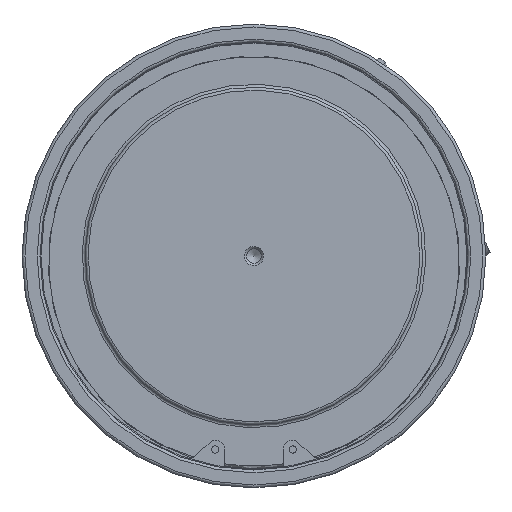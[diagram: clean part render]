
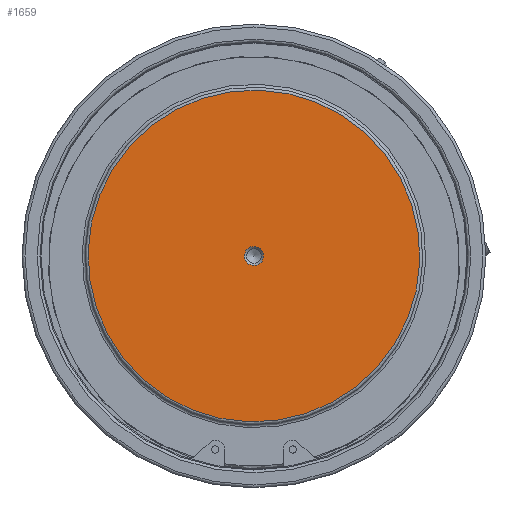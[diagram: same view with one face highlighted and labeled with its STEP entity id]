
A CAD part, front view. The second image highlights one B-rep face of the part: STEP entity #1659.
In plain terms, the highlighted planar face has unit normal (0, -1, 0).
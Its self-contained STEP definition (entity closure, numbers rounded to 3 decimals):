
#1659 = ADVANCED_FACE ( 'NONE', ( #1875, #14522 ), #5392, .F. ) ;
#1875 = FACE_OUTER_BOUND ( 'NONE', #8128, .T. ) ;
#2535 = CARTESIAN_POINT ( 'NONE',  ( 3.088, -110.88, 1.013 ) ) ;
#3461 = CIRCLE ( 'NONE', #11781, 56.5 ) ;
#3642 = VERTEX_POINT ( 'NONE', #2535 ) ;
#4795 = DIRECTION ( 'NONE',  ( 0., -1., 0. ) ) ;
#5125 = DIRECTION ( 'NONE',  ( 0., -1., 0. ) ) ;
#5392 = PLANE ( 'NONE',  #8291 ) ;
#5439 = DIRECTION ( 'NONE',  ( 0., 1., 0. ) ) ;
#8128 = EDGE_LOOP ( 'NONE', ( #14468 ) ) ;
#8291 = AXIS2_PLACEMENT_3D ( 'NONE', #11567, #5439, #14031 ) ;
#9218 = ORIENTED_EDGE ( 'NONE', *, *, #15130, .F. ) ;
#9370 = EDGE_CURVE ( 'NONE', #9372, #9372, #3461, .T. ) ;
#9372 = VERTEX_POINT ( 'NONE', #11765 ) ;
#9860 = EDGE_LOOP ( 'NONE', ( #9218 ) ) ;
#11567 = CARTESIAN_POINT ( 'NONE',  ( 0., -110.88, 0. ) ) ;
#11765 = CARTESIAN_POINT ( 'NONE',  ( -53.683, -110.88, -17.618 ) ) ;
#11781 = AXIS2_PLACEMENT_3D ( 'NONE', #12476, #5125, #13689 ) ;
#12138 = CARTESIAN_POINT ( 'NONE',  ( 0., -110.88, 0. ) ) ;
#12476 = CARTESIAN_POINT ( 'NONE',  ( 0., -110.88, 0. ) ) ;
#13357 = DIRECTION ( 'NONE',  ( 0.95, 0., 0.312 ) ) ;
#13689 = DIRECTION ( 'NONE',  ( -0.95, 0., -0.312 ) ) ;
#13754 = AXIS2_PLACEMENT_3D ( 'NONE', #12138, #4795, #13357 ) ;
#14031 = DIRECTION ( 'NONE',  ( -0.95, 0., -0.312 ) ) ;
#14422 = CIRCLE ( 'NONE', #13754, 3.25 ) ;
#14468 = ORIENTED_EDGE ( 'NONE', *, *, #9370, .T. ) ;
#14522 = FACE_BOUND ( 'NONE', #9860, .T. ) ;
#15130 = EDGE_CURVE ( 'NONE', #3642, #3642, #14422, .T. ) ;
